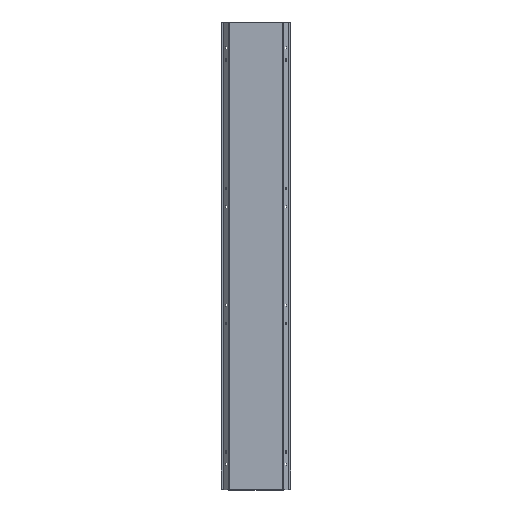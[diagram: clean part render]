
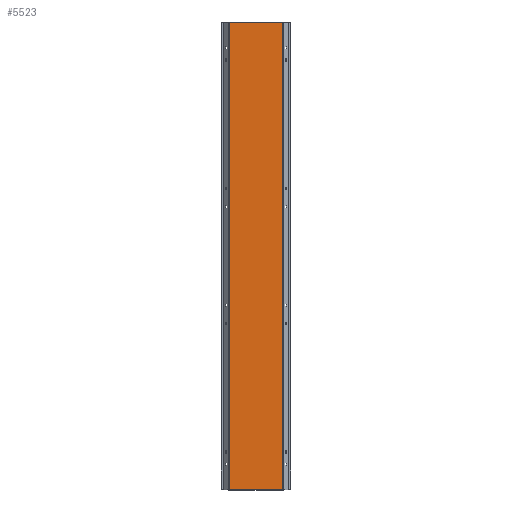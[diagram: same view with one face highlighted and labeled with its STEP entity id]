
A CAD part, top view. The second image highlights one B-rep face of the part: STEP entity #5523.
In plain terms, the highlighted planar face has unit normal (0, 0, 1).
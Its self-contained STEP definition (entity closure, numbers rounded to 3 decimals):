
#1 = EDGE_LOOP ( 'NONE', ( #2955, #6958, #7198, #7272 ) ) ;
#140 = LINE ( 'NONE', #1161, #4473 ) ;
#189 = VERTEX_POINT ( 'NONE', #4837 ) ;
#196 = VECTOR ( 'NONE', #3991, 1000. ) ;
#529 = VERTEX_POINT ( 'NONE', #1166 ) ;
#861 = CARTESIAN_POINT ( 'NONE',  ( -111.5, -970.5, 0. ) ) ;
#1028 = EDGE_CURVE ( 'NONE', #189, #6572, #6761, .T. ) ;
#1063 = LINE ( 'NONE', #6772, #6915 ) ;
#1161 = CARTESIAN_POINT ( 'NONE',  ( 111.5, -970.5, 0. ) ) ;
#1166 = CARTESIAN_POINT ( 'NONE',  ( 111.5, -970.5, 0. ) ) ;
#1369 = VERTEX_POINT ( 'NONE', #7086 ) ;
#1525 = EDGE_CURVE ( 'NONE', #1369, #529, #1973, .T. ) ;
#1973 = LINE ( 'NONE', #861, #6082 ) ;
#1990 = DIRECTION ( 'NONE',  ( 0., 0., -1. ) ) ;
#2536 = FACE_OUTER_BOUND ( 'NONE', #1, .T. ) ;
#2573 = CARTESIAN_POINT ( 'NONE',  ( 0., 0., 0. ) ) ;
#2955 = ORIENTED_EDGE ( 'NONE', *, *, #7228, .T. ) ;
#3101 = EDGE_CURVE ( 'NONE', #6572, #1369, #1063, .T. ) ;
#3215 = PLANE ( 'NONE',  #6174 ) ;
#3991 = DIRECTION ( 'NONE',  ( -1., 0., 0. ) ) ;
#4206 = DIRECTION ( 'NONE',  ( 1., 0., 0. ) ) ;
#4473 = VECTOR ( 'NONE', #5302, 1000. ) ;
#4491 = CARTESIAN_POINT ( 'NONE',  ( -111.5, 970.5, 0. ) ) ;
#4837 = CARTESIAN_POINT ( 'NONE',  ( 111.5, 970.5, 0. ) ) ;
#4881 = DIRECTION ( 'NONE',  ( -1., 0., 0. ) ) ;
#5302 = DIRECTION ( 'NONE',  ( 0., 1., 0. ) ) ;
#5523 = ADVANCED_FACE ( 'NONE', ( #2536 ), #3215, .F. ) ;
#6082 = VECTOR ( 'NONE', #4206, 1000. ) ;
#6174 = AXIS2_PLACEMENT_3D ( 'NONE', #2573, #1990, #4881 ) ;
#6572 = VERTEX_POINT ( 'NONE', #6644 ) ;
#6644 = CARTESIAN_POINT ( 'NONE',  ( -111.5, 970.5, 0. ) ) ;
#6702 = DIRECTION ( 'NONE',  ( 0., -1., 0. ) ) ;
#6761 = LINE ( 'NONE', #4491, #196 ) ;
#6772 = CARTESIAN_POINT ( 'NONE',  ( -111.5, -970.5, 0. ) ) ;
#6915 = VECTOR ( 'NONE', #6702, 1000. ) ;
#6958 = ORIENTED_EDGE ( 'NONE', *, *, #1028, .T. ) ;
#7086 = CARTESIAN_POINT ( 'NONE',  ( -111.5, -970.5, 0. ) ) ;
#7198 = ORIENTED_EDGE ( 'NONE', *, *, #3101, .T. ) ;
#7228 = EDGE_CURVE ( 'NONE', #529, #189, #140, .T. ) ;
#7272 = ORIENTED_EDGE ( 'NONE', *, *, #1525, .T. ) ;
